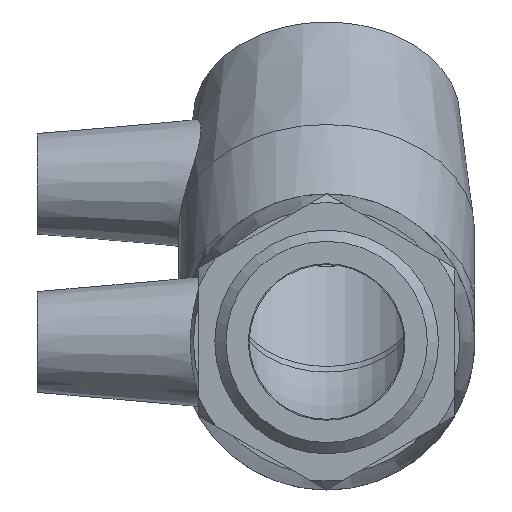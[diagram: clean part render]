
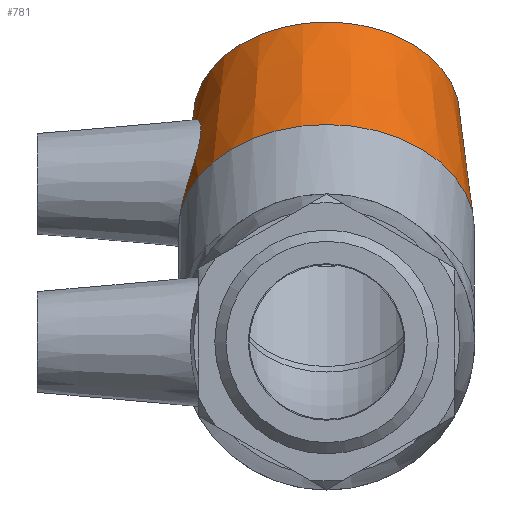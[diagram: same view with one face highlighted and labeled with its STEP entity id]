
A CAD part, left-side view. The second image highlights one B-rep face of the part: STEP entity #781.
In plain terms, the highlighted conical face has half-angle 5.292 degrees and reference radius 20.9 mm.
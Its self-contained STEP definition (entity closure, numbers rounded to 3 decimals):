
#15=B_SPLINE_CURVE_WITH_KNOTS('',3,(#1394,#1395,#1396,#1397,#1398,#1399,
#1400,#1401,#1402,#1403,#1404,#1405,#1406,#1407,#1408,#1409,#1410,#1411,
#1412,#1413,#1414,#1415,#1416,#1417,#1418,#1419,#1420,#1421,#1422,#1423,
#1424,#1425,#1426,#1427),.UNSPECIFIED.,.T.,.F.,(4,2,2,2,2,2,2,2,2,2,2,2,
2,2,2,2,4),(0.,0.35,0.701,1.054,1.408,
1.761,2.115,2.465,2.816,3.2,
3.584,3.957,4.33,4.703,5.076,
5.46,5.845),.UNSPECIFIED.);
#141=FACE_BOUND('',#284,.T.);
#142=FACE_BOUND('',#285,.T.);
#201=FACE_OUTER_BOUND('',#283,.T.);
#283=EDGE_LOOP('',(#688));
#284=EDGE_LOOP('',(#689));
#285=EDGE_LOOP('',(#690));
#346=CIRCLE('',#871,22.);
#350=CIRCLE('',#882,19.8);
#419=VERTEX_POINT('',#1389);
#420=VERTEX_POINT('',#1393);
#424=VERTEX_POINT('',#1439);
#512=EDGE_CURVE('',#419,#419,#346,.T.);
#514=EDGE_CURVE('',#420,#420,#15,.T.);
#518=EDGE_CURVE('',#424,#424,#350,.T.);
#688=ORIENTED_EDGE('',*,*,#512,.F.);
#689=ORIENTED_EDGE('',*,*,#514,.T.);
#690=ORIENTED_EDGE('',*,*,#518,.T.);
#732=CONICAL_SURFACE('',#883,20.9,5.292);
#781=ADVANCED_FACE('',(#201,#141,#142),#732,.T.);
#871=AXIS2_PLACEMENT_3D('',#1390,#1071,#1072);
#882=AXIS2_PLACEMENT_3D('',#1440,#1093,#1094);
#883=AXIS2_PLACEMENT_3D('',#1441,#1095,#1096);
#1071=DIRECTION('center_axis',(-0.707,0.,
-0.707));
#1072=DIRECTION('ref_axis',(-0.707,0.,0.707));
#1093=DIRECTION('center_axis',(-0.707,0.,
-0.707));
#1094=DIRECTION('ref_axis',(-0.707,0.,0.707));
#1095=DIRECTION('center_axis',(-0.707,0.,
-0.707));
#1096=DIRECTION('ref_axis',(0.,1.,0.));
#1389=CARTESIAN_POINT('',(16.757,22.,16.757));
#1390=CARTESIAN_POINT('Origin',(16.757,0.,16.757));
#1393=CARTESIAN_POINT('',(30.642,18.752,17.052));
#1394=CARTESIAN_POINT('Ctrl Pts',(30.642,18.752,17.052));
#1395=CARTESIAN_POINT('Ctrl Pts',(31.43,18.656,17.909));
#1396=CARTESIAN_POINT('Ctrl Pts',(32.094,18.681,18.98));
#1397=CARTESIAN_POINT('Ctrl Pts',(32.936,18.937,21.289));
#1398=CARTESIAN_POINT('Ctrl Pts',(33.116,19.158,22.528));
#1399=CARTESIAN_POINT('Ctrl Pts',(33.039,19.582,24.834));
#1400=CARTESIAN_POINT('Ctrl Pts',(32.774,19.815,26.066));
#1401=CARTESIAN_POINT('Ctrl Pts',(31.784,20.144,28.344));
#1402=CARTESIAN_POINT('Ctrl Pts',(31.056,20.236,29.39));
#1403=CARTESIAN_POINT('Ctrl Pts',(29.39,20.236,31.056));
#1404=CARTESIAN_POINT('Ctrl Pts',(28.344,20.144,31.784));
#1405=CARTESIAN_POINT('Ctrl Pts',(26.066,19.815,32.774));
#1406=CARTESIAN_POINT('Ctrl Pts',(24.834,19.582,33.039));
#1407=CARTESIAN_POINT('Ctrl Pts',(22.528,19.158,33.116));
#1408=CARTESIAN_POINT('Ctrl Pts',(21.289,18.937,32.936));
#1409=CARTESIAN_POINT('Ctrl Pts',(18.98,18.681,32.094));
#1410=CARTESIAN_POINT('Ctrl Pts',(17.909,18.656,31.43));
#1411=CARTESIAN_POINT('Ctrl Pts',(16.112,18.857,29.778));
#1412=CARTESIAN_POINT('Ctrl Pts',(15.327,19.117,28.677));
#1413=CARTESIAN_POINT('Ctrl Pts',(14.299,19.812,26.274));
#1414=CARTESIAN_POINT('Ctrl Pts',(14.053,20.237,24.971));
#1415=CARTESIAN_POINT('Ctrl Pts',(14.058,20.972,22.556));
#1416=CARTESIAN_POINT('Ctrl Pts',(14.295,21.336,21.275));
#1417=CARTESIAN_POINT('Ctrl Pts',(15.28,21.842,18.891));
#1418=CARTESIAN_POINT('Ctrl Pts',(16.029,21.98,17.787));
#1419=CARTESIAN_POINT('Ctrl Pts',(17.787,21.98,16.029));
#1420=CARTESIAN_POINT('Ctrl Pts',(18.891,21.842,15.28));
#1421=CARTESIAN_POINT('Ctrl Pts',(21.275,21.336,14.295));
#1422=CARTESIAN_POINT('Ctrl Pts',(22.556,20.972,14.058));
#1423=CARTESIAN_POINT('Ctrl Pts',(24.971,20.237,14.053));
#1424=CARTESIAN_POINT('Ctrl Pts',(26.274,19.812,14.299));
#1425=CARTESIAN_POINT('Ctrl Pts',(28.677,19.117,15.327));
#1426=CARTESIAN_POINT('Ctrl Pts',(29.778,18.857,16.112));
#1427=CARTESIAN_POINT('Ctrl Pts',(30.642,18.752,17.052));
#1439=CARTESIAN_POINT('',(33.551,19.8,33.551));
#1440=CARTESIAN_POINT('Origin',(33.551,0.,33.551));
#1441=CARTESIAN_POINT('Origin',(25.154,0.,25.154));
